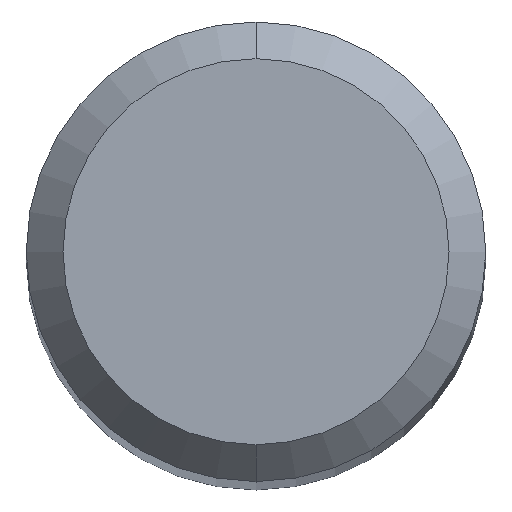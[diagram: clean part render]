
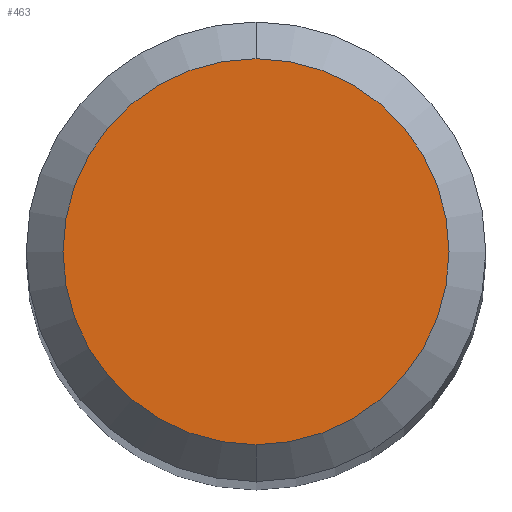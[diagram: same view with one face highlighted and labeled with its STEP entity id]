
A CAD part, top view. The second image highlights one B-rep face of the part: STEP entity #463.
In plain terms, the highlighted planar face has unit normal (0, 0, 1).
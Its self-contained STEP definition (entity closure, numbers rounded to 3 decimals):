
#189=VERTEX_POINT('',#497);
#265=EDGE_CURVE('',#189,#331,#582,.T.);
#303=EDGE_CURVE('',#331,#189,#626,.T.);
#331=VERTEX_POINT('',#657);
#463=ADVANCED_FACE('',(#799),#800,.T.);
#497=CARTESIAN_POINT('',(0.,-2.1,0.0));
#582=CIRCLE('',#975,2.1);
#626=CIRCLE('',#1073,2.1);
#657=CARTESIAN_POINT('',(0.0,2.1,0.0));
#799=FACE_OUTER_BOUND('',#1442,.T.);
#800=PLANE('',#1443);
#975=AXIS2_PLACEMENT_3D('',#1561,#1562,#1563);
#1073=AXIS2_PLACEMENT_3D('',#1621,#1622,#1623);
#1442=EDGE_LOOP('',(#1800,#1801));
#1443=AXIS2_PLACEMENT_3D('',#1802,#1803,#1804);
#1561=CARTESIAN_POINT('',(0.0,0.0,0.0));
#1562=DIRECTION('',(0.0,0.0,-1.0));
#1563=DIRECTION('',(0.0,1.0,0.0));
#1621=CARTESIAN_POINT('',(0.0,0.0,0.0));
#1622=DIRECTION('',(0.0,0.0,-1.0));
#1623=DIRECTION('',(0.0,1.0,0.0));
#1800=ORIENTED_EDGE('',*,*,#303,.F.);
#1801=ORIENTED_EDGE('',*,*,#265,.F.);
#1802=CARTESIAN_POINT('',(0.0,1.05,0.0));
#1803=DIRECTION('',(-0.0,0.0,1.0));
#1804=DIRECTION('',(0.0,-1.0,0.0));
